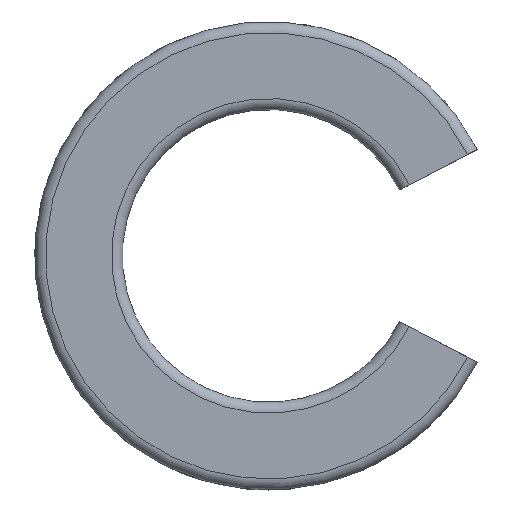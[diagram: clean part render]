
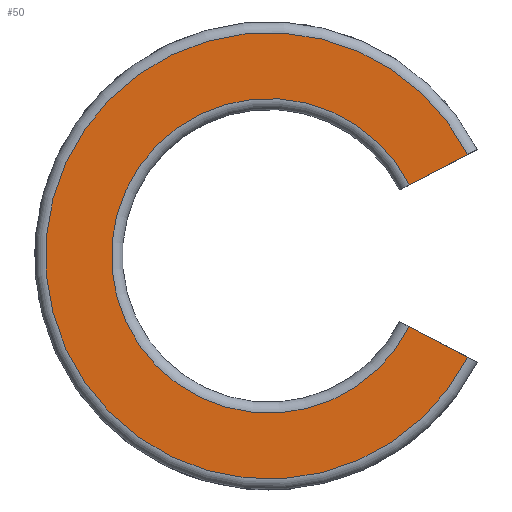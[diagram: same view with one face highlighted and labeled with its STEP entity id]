
A CAD part, left-side view. The second image highlights one B-rep face of the part: STEP entity #50.
In plain terms, the highlighted planar face has unit normal (-1, 0, 0).
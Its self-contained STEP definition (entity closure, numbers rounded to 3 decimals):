
#50 = ADVANCED_FACE( '', ( #110 ), #111, .T. );
#110 = FACE_OUTER_BOUND( '', #179, .T. );
#111 = PLANE( '', #180 );
#179 = EDGE_LOOP( '', ( #291, #292, #293, #294 ) );
#180 = AXIS2_PLACEMENT_3D( '', #295, #296, #297 );
#291 = ORIENTED_EDGE( '', *, *, #459, .F. );
#292 = ORIENTED_EDGE( '', *, *, #460, .T. );
#293 = ORIENTED_EDGE( '', *, *, #449, .T. );
#294 = ORIENTED_EDGE( '', *, *, #461, .T. );
#295 = CARTESIAN_POINT( '', ( 0., 15.25, 0. ) );
#296 = DIRECTION( '', ( -1., 0., 0. ) );
#297 = DIRECTION( '', ( 0., 0., 1. ) );
#449 = EDGE_CURVE( '', #523, #524, #525, .T. );
#459 = EDGE_CURVE( '', #541, #542, #543, .T. );
#460 = EDGE_CURVE( '', #541, #523, #544, .T. );
#461 = EDGE_CURVE( '', #524, #542, #545, .T. );
#523 = VERTEX_POINT( '', #629 );
#524 = VERTEX_POINT( '', #630 );
#525 = CIRCLE( '', #631, 10.75 );
#541 = VERTEX_POINT( '', #663 );
#542 = VERTEX_POINT( '', #664 );
#543 = CIRCLE( '', #665, 15.25 );
#544 = LINE( '', #666, #667 );
#545 = LINE( '', #668, #669 );
#629 = CARTESIAN_POINT( '', ( 0., -9.596, -4.846 ) );
#630 = CARTESIAN_POINT( '', ( 0., -9.596, 4.846 ) );
#631 = AXIS2_PLACEMENT_3D( '', #862, #863, #864 );
#663 = CARTESIAN_POINT( '', ( 0., -13.587, -6.924 ) );
#664 = CARTESIAN_POINT( '', ( 0., -13.587, 6.924 ) );
#665 = AXIS2_PLACEMENT_3D( '', #876, #877, #878 );
#666 = CARTESIAN_POINT( '', ( 0., -14.696, -7.502 ) );
#667 = VECTOR( '', #879, 1000. );
#668 = CARTESIAN_POINT( '', ( 0., -0.286, 0. ) );
#669 = VECTOR( '', #880, 1000. );
#862 = CARTESIAN_POINT( '', ( 0., 0., 0. ) );
#863 = DIRECTION( '', ( 1., 0., 0. ) );
#864 = DIRECTION( '', ( 0., 0., -1. ) );
#876 = CARTESIAN_POINT( '', ( 0., 0., 0. ) );
#877 = DIRECTION( '', ( 1., 0., 0. ) );
#878 = DIRECTION( '', ( 0., 0., -1. ) );
#879 = DIRECTION( '', ( 0., 0.887, 0.462 ) );
#880 = DIRECTION( '', ( 0., -0.887, 0.462 ) );
